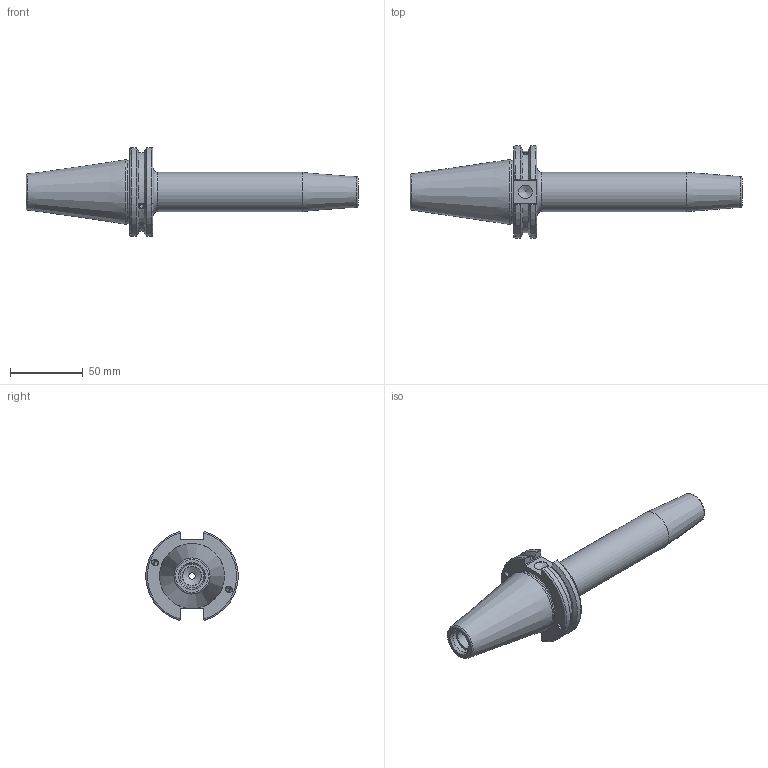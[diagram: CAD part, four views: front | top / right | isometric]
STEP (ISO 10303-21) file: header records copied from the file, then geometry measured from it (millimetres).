
FILE_DESCRIPTION(/* description */ (''),/* implementation_level */ '2;1');
FILE_NAME(/* name */ 'VK026.stp',/* time_stamp */ '2023-03-20T11:56:42+09:00',/* author */ ('eos'),/* organization */ (''),/* preprocessor_version */ 'ST-DEVELOPER v18.1',/* originating_system */ 'Autodesk Inventor 2022',/* authorisation */ '');
FILE_SCHEMA (('AUTOMOTIVE_DESIGN { 1 0 10303 214 3 1 1 }'));
Length unit declared in the file: millimetre
Products named in the file (1): CAT50
Bounding box: 228.25 x 63.26 x 61.09 mm (x, y, z)
Volume: 163970.1 mm3; surface area: 36679.1 mm2
Topology: 1 solids, 1 shells, 87 faces, 234 edges, 152 vertices
Faces by surface type: plane 37, cylinder 29, cone 13, torus 8
Full cylindrical faces by diameter (mm): 3.242 x8, 4 x2, 4.2 x2, 4.3 x1, 6.35 x1, 7.55 x1, 9.525 x1, 13 x1, 13.386 x1, 16.3 x1, 27 x1, 43.6 x1
Entity records: 2987 total; most frequent: CARTESIAN_POINT 775, ORIENTED_EDGE 462, DIRECTION 452, EDGE_CURVE 231, AXIS2_PLACEMENT_3D 179, VERTEX_POINT 152, EDGE_LOOP 103, LINE 94
